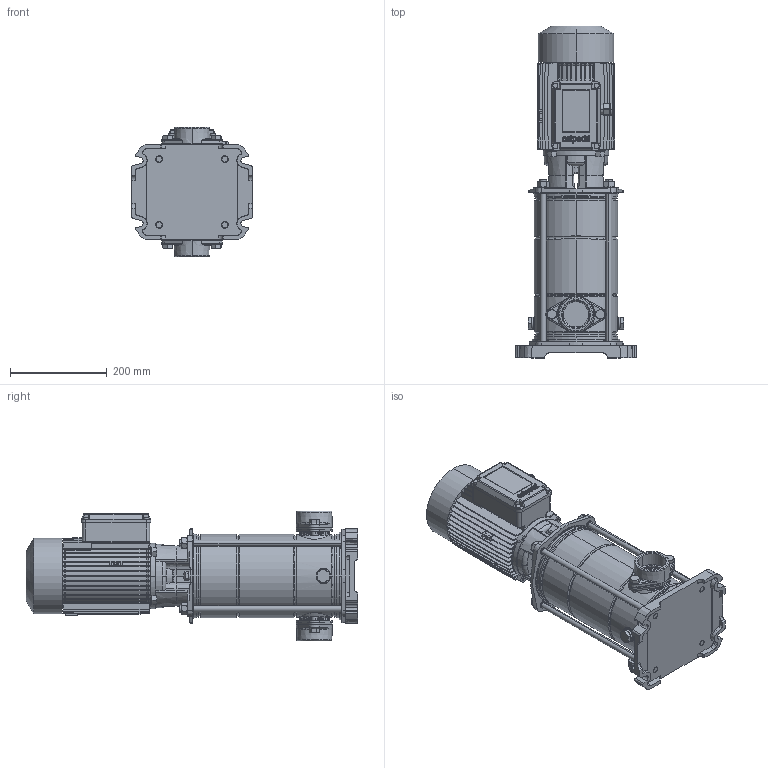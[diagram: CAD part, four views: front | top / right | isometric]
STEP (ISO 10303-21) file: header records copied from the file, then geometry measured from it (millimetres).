
FILE_DESCRIPTION (( 'STEP AP214' ), '1' );
FILE_NAME ('10009806swa01.step', '2022-11-08T10:30:02', ( '' ), ( '' ), 'SwSTEP 2.0', 'SolidWorks 2020', '' );
FILE_SCHEMA (( 'AUTOMOTIVE_DESIGN' ));
Length unit declared in the file: millimetre
Products named in the file (11): 10000016swn00_M12x25 8.8; 3.92.244swp01_Semplificato; 3.92.280swp01_2003 Sempl.; 10007670swn00_M20x1.5; 4.92.223swp02_M14 X 357; 4.92.228swp01_C20 ZINCATO; 10000006swn00_M14 A2-70; 10009803swp00_Default<As Machined>; 10008798swn00_OR3243 - 61.6x2.62 - EPDM; 10009806swa01; 10007570swp00_80 L SZ VER.
Assembly tree (21 placements, depth 2):
  10009806swa01
    3.92.244swp01_Semplificato
    3.92.280swp01_2003 Sempl.
    4.92.223swp02_M14 X 357  x4
    10009803swp00_Default<As Machined>
    10007570swp00_80 L SZ VER.
    10000006swn00_M14 A2-70  x4
    10007670swn00_M20x1.5
    4.92.228swp01_C20 ZINCATO  x2
    10000016swn00_M12x25 8.8  x4
    10008798swn00_OR3243 - 61.6x2.62 - EPDM  x2
Bounding box: 250 x 686.1 x 268 mm (x, y, z)
Volume: 14630944.5 mm3; surface area: 1118480.9 mm2
Topology: 29 solids, 30 shells, 2336 faces, 5925 edges, 3719 vertices
Faces by surface type: plane 1201, cone 480, cylinder 375, bspline 200, torus 69, sphere 11
Entity records: 69860 total; most frequent: CARTESIAN_POINT 19943, ORIENTED_EDGE 10612, DIRECTION 9434, EDGE_CURVE 5306, VERTEX_POINT 3392, AXIS2_PLACEMENT_3D 3225, VECTOR 2984, LINE 2984
